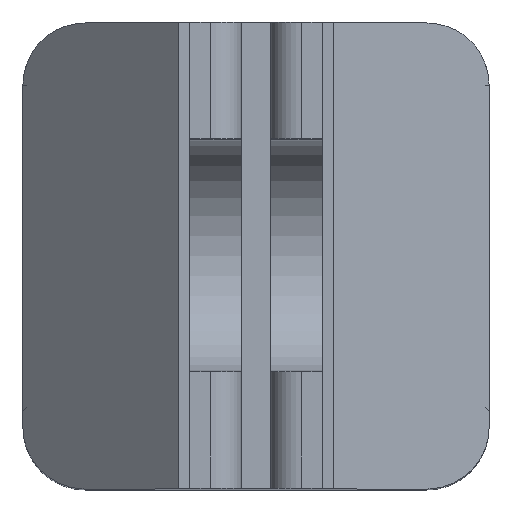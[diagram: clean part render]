
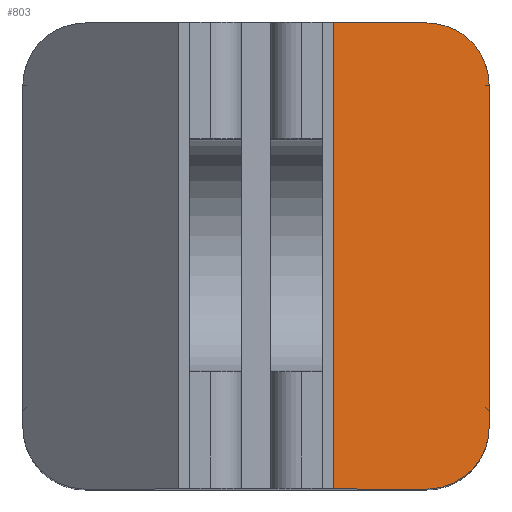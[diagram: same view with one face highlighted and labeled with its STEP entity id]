
A CAD part, top view. The second image highlights one B-rep face of the part: STEP entity #803.
In plain terms, the highlighted planar face has unit normal (0.707, 0, 0.707).
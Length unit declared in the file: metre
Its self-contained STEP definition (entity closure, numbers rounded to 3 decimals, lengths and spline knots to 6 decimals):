
#18=ELLIPSE('',#879,0.007184,0.00508);
#19=ELLIPSE('',#880,0.007184,0.00508);
#169=ORIENTED_EDGE('',*,*,#378,.T.);
#170=ORIENTED_EDGE('',*,*,#381,.T.);
#171=ORIENTED_EDGE('',*,*,#370,.F.);
#172=ORIENTED_EDGE('',*,*,#318,.F.);
#173=ORIENTED_EDGE('',*,*,#333,.F.);
#174=ORIENTED_EDGE('',*,*,#382,.T.);
#175=ORIENTED_EDGE('',*,*,#340,.F.);
#318=EDGE_CURVE('',#434,#432,#506,.T.);
#333=EDGE_CURVE('',#448,#434,#520,.T.);
#340=EDGE_CURVE('',#453,#454,#526,.T.);
#370=EDGE_CURVE('',#432,#471,#546,.T.);
#378=EDGE_CURVE('',#453,#474,#554,.T.);
#381=EDGE_CURVE('',#474,#471,#18,.T.);
#382=EDGE_CURVE('',#448,#454,#19,.T.);
#432=VERTEX_POINT('',#1204);
#434=VERTEX_POINT('',#1208);
#448=VERTEX_POINT('',#1239);
#453=VERTEX_POINT('',#1252);
#454=VERTEX_POINT('',#1254);
#471=VERTEX_POINT('',#1309);
#474=VERTEX_POINT('',#1321);
#506=LINE('',#1209,#594);
#520=LINE('',#1240,#608);
#526=LINE('',#1253,#614);
#546=LINE('',#1308,#634);
#554=LINE('',#1322,#642);
#594=VECTOR('',#958,1.);
#608=VECTOR('',#978,1.);
#614=VECTOR('',#988,1.);
#634=VECTOR('',#1044,1.);
#642=VECTOR('',#1056,1.);
#684=EDGE_LOOP('',(#169,#170,#171,#172,#173,#174,#175));
#730=FACE_BOUND('',#684,.T.);
#770=PLANE('',#878);
#803=ADVANCED_FACE('',(#730),#770,.T.);
#878=AXIS2_PLACEMENT_3D('',#1325,#1059,#1060);
#879=AXIS2_PLACEMENT_3D('',#1326,#1061,#1062);
#880=AXIS2_PLACEMENT_3D('',#1327,#1063,#1064);
#958=DIRECTION('',(0.,1.,0.));
#978=DIRECTION('',(-0.707,0.,0.707));
#988=DIRECTION('',(0.,-1.,0.));
#1044=DIRECTION('',(0.707,0.,-0.707));
#1056=DIRECTION('',(0.,1.,0.));
#1059=DIRECTION('',(0.707,0.,0.707));
#1060=DIRECTION('',(0.,-1.,0.));
#1061=DIRECTION('',(0.707,0.,0.707));
#1062=DIRECTION('',(-0.707,0.,0.707));
#1063=DIRECTION('',(0.707,0.,0.707));
#1064=DIRECTION('',(-0.707,0.,0.707));
#1204=CARTESIAN_POINT('',(0.00635,0.01905,0.053816));
#1208=CARTESIAN_POINT('',(0.00635,-0.01905,0.053816));
#1209=CARTESIAN_POINT('',(0.00635,0.01905,0.053816));
#1239=CARTESIAN_POINT('',(0.01397,-0.01905,0.046196));
#1240=CARTESIAN_POINT('',(0.025003,-0.01905,0.035163));
#1252=CARTESIAN_POINT('',(0.01905,-0.0127,0.041116));
#1253=CARTESIAN_POINT('',(0.01905,-0.01905,0.041116));
#1254=CARTESIAN_POINT('',(0.01905,-0.01397,0.041116));
#1308=CARTESIAN_POINT('',(0.003175,0.01905,0.056991));
#1309=CARTESIAN_POINT('',(0.01397,0.01905,0.046196));
#1321=CARTESIAN_POINT('',(0.01905,0.01397,0.041116));
#1322=CARTESIAN_POINT('',(0.01905,0.,0.041116));
#1325=CARTESIAN_POINT('',(0.00635,0.,0.053816));
#1326=CARTESIAN_POINT('',(0.01397,0.01397,0.046196));
#1327=CARTESIAN_POINT('',(0.01397,-0.01397,0.046196));
